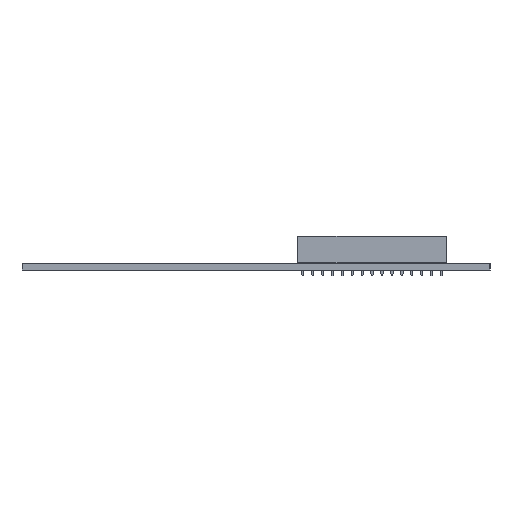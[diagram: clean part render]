
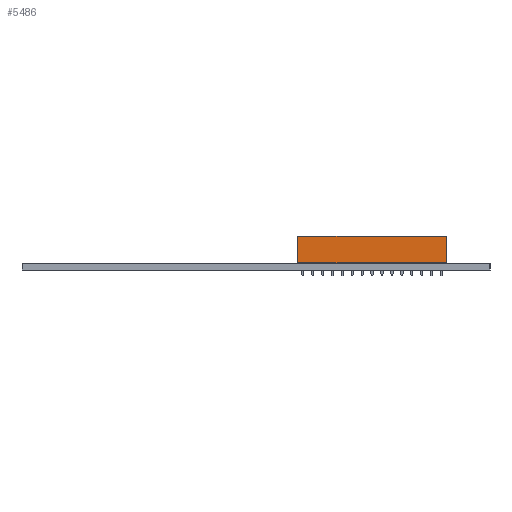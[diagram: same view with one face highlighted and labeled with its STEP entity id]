
A CAD part, left-side view. The second image highlights one B-rep face of the part: STEP entity #5486.
In plain terms, the highlighted planar face has unit normal (-1, 0, 0).
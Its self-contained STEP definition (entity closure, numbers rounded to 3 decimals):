
#80 = PLANE('',#81);
#81 = AXIS2_PLACEMENT_3D('',#82,#83,#84);
#82 = CARTESIAN_POINT('',(-1.27,-36.83,0.));
#83 = DIRECTION('',(0.,1.,0.));
#84 = DIRECTION('',(1.,0.,0.));
#108 = PLANE('',#109);
#109 = AXIS2_PLACEMENT_3D('',#110,#111,#112);
#110 = CARTESIAN_POINT('',(1.27,-36.83,7.));
#111 = DIRECTION('',(-0.,0.,-1.));
#112 = DIRECTION('',(0.,-1.,-0.));
#136 = PLANE('',#137);
#137 = AXIS2_PLACEMENT_3D('',#138,#139,#140);
#138 = CARTESIAN_POINT('',(1.27,1.27,0.));
#139 = DIRECTION('',(0.,-1.,0.));
#140 = DIRECTION('',(-1.,0.,0.));
#178 = VERTEX_POINT('',#179);
#179 = CARTESIAN_POINT('',(-1.27,-36.83,0.));
#195 = PLANE('',#196);
#196 = AXIS2_PLACEMENT_3D('',#197,#198,#199);
#197 = CARTESIAN_POINT('',(1.27,-36.83,0.));
#198 = DIRECTION('',(-0.,0.,-1.));
#199 = DIRECTION('',(0.,-1.,-0.));
#207 = EDGE_CURVE('',#178,#208,#210,.T.);
#208 = VERTEX_POINT('',#209);
#209 = CARTESIAN_POINT('',(-1.27,-36.83,7.));
#210 = SURFACE_CURVE('',#211,(#215,#222),.PCURVE_S1.);
#211 = LINE('',#212,#213);
#212 = CARTESIAN_POINT('',(-1.27,-36.83,0.));
#213 = VECTOR('',#214,1.);
#214 = DIRECTION('',(0.,0.,1.));
#215 = PCURVE('',#80,#216);
#216 = DEFINITIONAL_REPRESENTATION('',(#217),#221);
#217 = LINE('',#218,#219);
#218 = CARTESIAN_POINT('',(0.,0.));
#219 = VECTOR('',#220,1.);
#220 = DIRECTION('',(0.,-1.));
#221 = ( GEOMETRIC_REPRESENTATION_CONTEXT(2) 
PARAMETRIC_REPRESENTATION_CONTEXT() REPRESENTATION_CONTEXT('2D SPACE',''
  ) );
#222 = PCURVE('',#223,#228);
#223 = PLANE('',#224);
#224 = AXIS2_PLACEMENT_3D('',#225,#226,#227);
#225 = CARTESIAN_POINT('',(-1.27,1.27,0.));
#226 = DIRECTION('',(1.,0.,0.));
#227 = DIRECTION('',(0.,-1.,0.));
#228 = DEFINITIONAL_REPRESENTATION('',(#229),#233);
#229 = LINE('',#230,#231);
#230 = CARTESIAN_POINT('',(38.1,0.));
#231 = VECTOR('',#232,1.);
#232 = DIRECTION('',(0.,-1.));
#233 = ( GEOMETRIC_REPRESENTATION_CONTEXT(2) 
PARAMETRIC_REPRESENTATION_CONTEXT() REPRESENTATION_CONTEXT('2D SPACE',''
  ) );
#390 = VERTEX_POINT('',#391);
#391 = CARTESIAN_POINT('',(-1.27,1.27,7.));
#412 = EDGE_CURVE('',#413,#390,#415,.T.);
#413 = VERTEX_POINT('',#414);
#414 = CARTESIAN_POINT('',(-1.27,1.27,0.));
#415 = SURFACE_CURVE('',#416,(#420,#427),.PCURVE_S1.);
#416 = LINE('',#417,#418);
#417 = CARTESIAN_POINT('',(-1.27,1.27,0.));
#418 = VECTOR('',#419,1.);
#419 = DIRECTION('',(0.,0.,1.));
#420 = PCURVE('',#136,#421);
#421 = DEFINITIONAL_REPRESENTATION('',(#422),#426);
#422 = LINE('',#423,#424);
#423 = CARTESIAN_POINT('',(2.54,0.));
#424 = VECTOR('',#425,1.);
#425 = DIRECTION('',(0.,-1.));
#426 = ( GEOMETRIC_REPRESENTATION_CONTEXT(2) 
PARAMETRIC_REPRESENTATION_CONTEXT() REPRESENTATION_CONTEXT('2D SPACE',''
  ) );
#427 = PCURVE('',#223,#428);
#428 = DEFINITIONAL_REPRESENTATION('',(#429),#433);
#429 = LINE('',#430,#431);
#430 = CARTESIAN_POINT('',(0.,0.));
#431 = VECTOR('',#432,1.);
#432 = DIRECTION('',(0.,-1.));
#433 = ( GEOMETRIC_REPRESENTATION_CONTEXT(2) 
PARAMETRIC_REPRESENTATION_CONTEXT() REPRESENTATION_CONTEXT('2D SPACE',''
  ) );
#557 = EDGE_CURVE('',#390,#208,#558,.T.);
#558 = SURFACE_CURVE('',#559,(#563,#570),.PCURVE_S1.);
#559 = LINE('',#560,#561);
#560 = CARTESIAN_POINT('',(-1.27,1.27,7.));
#561 = VECTOR('',#562,1.);
#562 = DIRECTION('',(0.,-1.,0.));
#563 = PCURVE('',#108,#564);
#564 = DEFINITIONAL_REPRESENTATION('',(#565),#569);
#565 = LINE('',#566,#567);
#566 = CARTESIAN_POINT('',(-38.1,2.54));
#567 = VECTOR('',#568,1.);
#568 = DIRECTION('',(1.,0.));
#569 = ( GEOMETRIC_REPRESENTATION_CONTEXT(2) 
PARAMETRIC_REPRESENTATION_CONTEXT() REPRESENTATION_CONTEXT('2D SPACE',''
  ) );
#570 = PCURVE('',#223,#571);
#571 = DEFINITIONAL_REPRESENTATION('',(#572),#576);
#572 = LINE('',#573,#574);
#573 = CARTESIAN_POINT('',(0.,-7.));
#574 = VECTOR('',#575,1.);
#575 = DIRECTION('',(1.,0.));
#576 = ( GEOMETRIC_REPRESENTATION_CONTEXT(2) 
PARAMETRIC_REPRESENTATION_CONTEXT() REPRESENTATION_CONTEXT('2D SPACE',''
  ) );
#2314 = EDGE_CURVE('',#413,#178,#2315,.T.);
#2315 = SURFACE_CURVE('',#2316,(#2320,#2327),.PCURVE_S1.);
#2316 = LINE('',#2317,#2318);
#2317 = CARTESIAN_POINT('',(-1.27,1.27,0.));
#2318 = VECTOR('',#2319,1.);
#2319 = DIRECTION('',(0.,-1.,0.));
#2320 = PCURVE('',#195,#2321);
#2321 = DEFINITIONAL_REPRESENTATION('',(#2322),#2326);
#2322 = LINE('',#2323,#2324);
#2323 = CARTESIAN_POINT('',(-38.1,2.54));
#2324 = VECTOR('',#2325,1.);
#2325 = DIRECTION('',(1.,0.));
#2326 = ( GEOMETRIC_REPRESENTATION_CONTEXT(2) 
PARAMETRIC_REPRESENTATION_CONTEXT() REPRESENTATION_CONTEXT('2D SPACE',''
  ) );
#2327 = PCURVE('',#223,#2328);
#2328 = DEFINITIONAL_REPRESENTATION('',(#2329),#2333);
#2329 = LINE('',#2330,#2331);
#2330 = CARTESIAN_POINT('',(0.,0.));
#2331 = VECTOR('',#2332,1.);
#2332 = DIRECTION('',(1.,0.));
#2333 = ( GEOMETRIC_REPRESENTATION_CONTEXT(2) 
PARAMETRIC_REPRESENTATION_CONTEXT() REPRESENTATION_CONTEXT('2D SPACE',''
  ) );
#5486 = ADVANCED_FACE('',(#5487),#223,.F.);
#5487 = FACE_BOUND('',#5488,.F.);
#5488 = EDGE_LOOP('',(#5489,#5490,#5491,#5492));
#5489 = ORIENTED_EDGE('',*,*,#412,.T.);
#5490 = ORIENTED_EDGE('',*,*,#557,.T.);
#5491 = ORIENTED_EDGE('',*,*,#207,.F.);
#5492 = ORIENTED_EDGE('',*,*,#2314,.F.);
